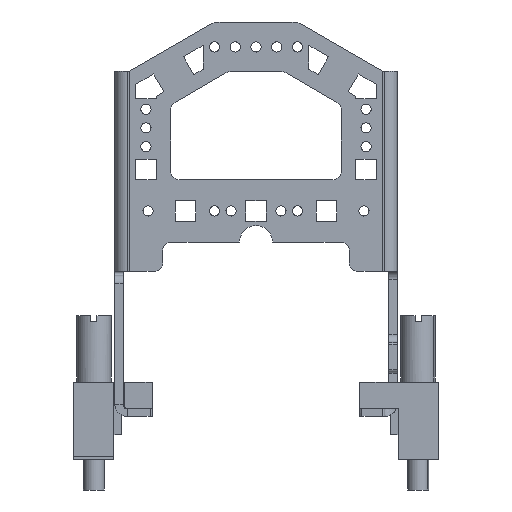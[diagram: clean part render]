
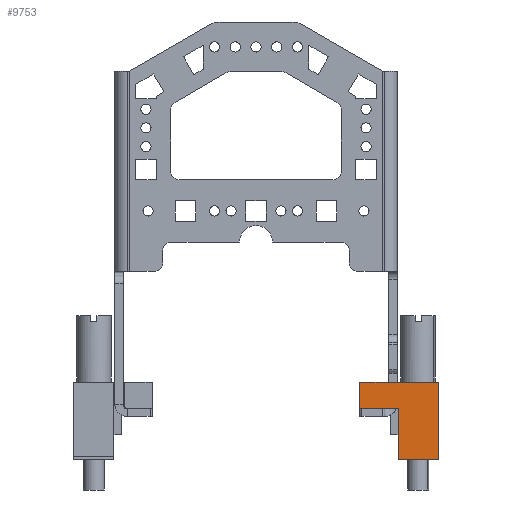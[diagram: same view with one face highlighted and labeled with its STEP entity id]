
A CAD part, left-side view. The second image highlights one B-rep face of the part: STEP entity #9753.
In plain terms, the highlighted planar face has unit normal (-1, 0, 0).
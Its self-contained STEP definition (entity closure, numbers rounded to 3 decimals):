
#9719=AXIS2_PLACEMENT_3D('Plane Axis2P3D',#9716,#9717,#9718) ;
#9437=CARTESIAN_POINT('Vertex',(0.,0.,7.25)) ;
#9440=CARTESIAN_POINT('Line Origine',(0.,4.9,7.25)) ;
#9444=CARTESIAN_POINT('Vertex',(0.,9.8,7.25)) ;
#9694=CARTESIAN_POINT('Vertex',(0.,19.,19.7)) ;
#9697=CARTESIAN_POINT('Line Origine',(0.,19.,22.85)) ;
#9701=CARTESIAN_POINT('Vertex',(0.,19.,26.)) ;
#9716=CARTESIAN_POINT('Axis2P3D Location',(0.,19.,26.)) ;
#9721=CARTESIAN_POINT('Line Origine',(0.,14.4,19.7)) ;
#9725=CARTESIAN_POINT('Vertex',(0.,9.8,19.7)) ;
#9728=CARTESIAN_POINT('Line Origine',(0.,9.8,13.475)) ;
#9733=CARTESIAN_POINT('Line Origine',(0.,0.,16.625)) ;
#9737=CARTESIAN_POINT('Vertex',(0.,0.,26.)) ;
#9740=CARTESIAN_POINT('Line Origine',(0.,9.5,26.)) ;
#9441=DIRECTION('Vector Direction',(0.,-1.,0.)) ;
#9698=DIRECTION('Vector Direction',(0.,0.,-1.)) ;
#9717=DIRECTION('Axis2P3D Direction',(1.,0.,0.)) ;
#9718=DIRECTION('Axis2P3D XDirection',(0.,-1.,0.)) ;
#9722=DIRECTION('Vector Direction',(0.,1.,0.)) ;
#9729=DIRECTION('Vector Direction',(0.,0.,1.)) ;
#9734=DIRECTION('Vector Direction',(0.,0.,-1.)) ;
#9741=DIRECTION('Vector Direction',(0.,-1.,0.)) ;
#9442=VECTOR('Line Direction',#9441,1.) ;
#9699=VECTOR('Line Direction',#9698,1.) ;
#9723=VECTOR('Line Direction',#9722,1.) ;
#9730=VECTOR('Line Direction',#9729,1.) ;
#9735=VECTOR('Line Direction',#9734,1.) ;
#9742=VECTOR('Line Direction',#9741,1.) ;
#9746=ORIENTED_EDGE('',*,*,#9727,.F.) ;
#9747=ORIENTED_EDGE('',*,*,#9732,.F.) ;
#9748=ORIENTED_EDGE('',*,*,#9446,.F.) ;
#9749=ORIENTED_EDGE('',*,*,#9739,.F.) ;
#9750=ORIENTED_EDGE('',*,*,#9744,.T.) ;
#9751=ORIENTED_EDGE('',*,*,#9703,.T.) ;
#9753=ADVANCED_FACE('Hauptk\X2\00F6\X0\rper',(#9752),#9720,.F.) ;
#9446=EDGE_CURVE('',#9438,#9445,#9443,.F.) ;
#9703=EDGE_CURVE('',#9702,#9695,#9700,.T.) ;
#9727=EDGE_CURVE('',#9726,#9695,#9724,.T.) ;
#9732=EDGE_CURVE('',#9445,#9726,#9731,.T.) ;
#9739=EDGE_CURVE('',#9738,#9438,#9736,.T.) ;
#9744=EDGE_CURVE('',#9738,#9702,#9743,.F.) ;
#9745=EDGE_LOOP('',(#9746,#9747,#9748,#9749,#9750,#9751)) ;
#9752=FACE_OUTER_BOUND('',#9745,.T.) ;
#9443=LINE('Line',#9440,#9442) ;
#9700=LINE('Line',#9697,#9699) ;
#9724=LINE('Line',#9721,#9723) ;
#9731=LINE('Line',#9728,#9730) ;
#9736=LINE('Line',#9733,#9735) ;
#9743=LINE('Line',#9740,#9742) ;
#9720=PLANE('',#9719) ;
#9438=VERTEX_POINT('',#9437) ;
#9445=VERTEX_POINT('',#9444) ;
#9695=VERTEX_POINT('',#9694) ;
#9702=VERTEX_POINT('',#9701) ;
#9726=VERTEX_POINT('',#9725) ;
#9738=VERTEX_POINT('',#9737) ;
